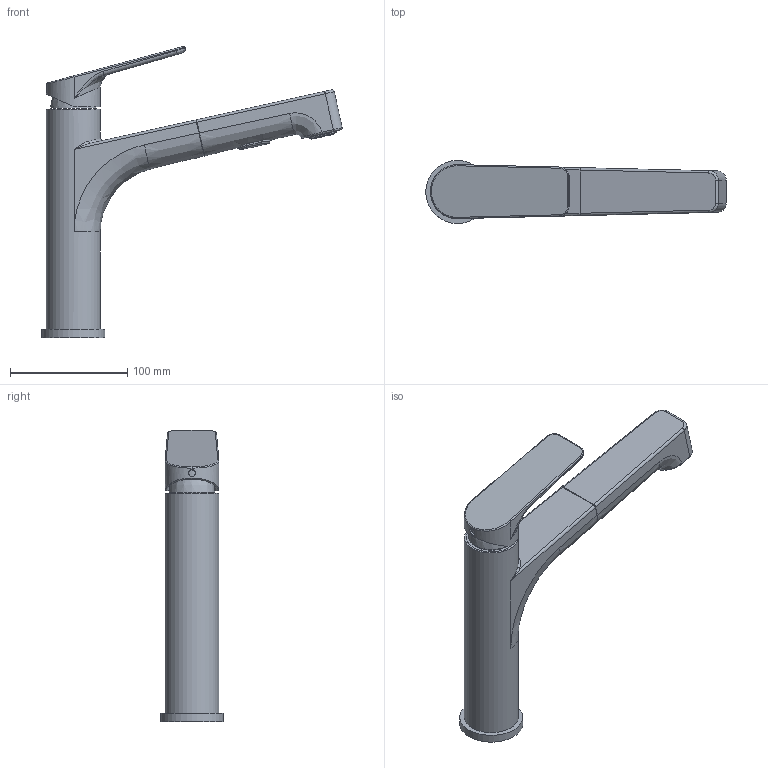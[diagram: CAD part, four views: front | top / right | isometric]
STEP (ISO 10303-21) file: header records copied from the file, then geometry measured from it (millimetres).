
FILE_DESCRIPTION(/* description */ (''),/* implementation_level */ '2;1');
FILE_NAME(/* name */ '928200.step',/* time_stamp */ '2023-01-23T14:05:35+01:00',/* author */ (''),/* organization */ (''),/* preprocessor_version */ 'ST-DEVELOPER v19.2',/* originating_system */ 'Autodesk Translation Framework v11.17.0.187',/* authorisation */ '');
FILE_SCHEMA (('AUTOMOTIVE_DESIGN { 1 0 10303 214 3 1 1 }'));
Length unit declared in the file: millimetre
Products named in the file (14): (Nicht gespeichert); GT2120-02; GT2120-01_ASM; GT2011-04; GT2119-05; V104_ASM; V101; GT2120-03; DLT040_ASM; DLT040-01; DLT040-02_AF0; DLT040-06_AF0; DLT040-07; SLY-0053
Assembly tree (13 placements, depth 3):
  (Nicht gespeichert)
    GT2120-02
    GT2120-01_ASM
      GT2011-04
    GT2119-05
    V104_ASM
      V101
      GT2120-03
    DLT040_ASM
      DLT040-01
      DLT040-02_AF0
      DLT040-06_AF0
      DLT040-07
    SLY-0053
Bounding box: 256.68 x 54 x 248.69 mm (x, y, z)
Volume: 182825.1 mm3; surface area: 142044.5 mm2
Topology: 8 solids, 11 shells, 432 faces, 1035 edges, 655 vertices
Faces by surface type: plane 169, cylinder 123, cone 49, bspline 43, torus 38, sphere 10
Full cylindrical faces by diameter (mm): 3 x1, 6 x1, 12.5 x1, 14.2 x1, 15 x1, 15.2 x1, 16.5 x1, 16.6 x1, 22.6 x1, 23.8 x1, 25.5 x1, 25.9 x3, 26 x1, 27.8 x1, 32 x1, 38 x1, 39 x2, 40 x1, 41.4 x1, 42 x2, 42.5 x1, 42.7 x1, 42.8 x1, 46 x2, 54 x1
Entity records: 20994 total; most frequent: CARTESIAN_POINT 10636, DIRECTION 2154, ORIENTED_EDGE 2038, EDGE_CURVE 1029, AXIS2_PLACEMENT_3D 851, VERTEX_POINT 655, EDGE_LOOP 490, LINE 452
